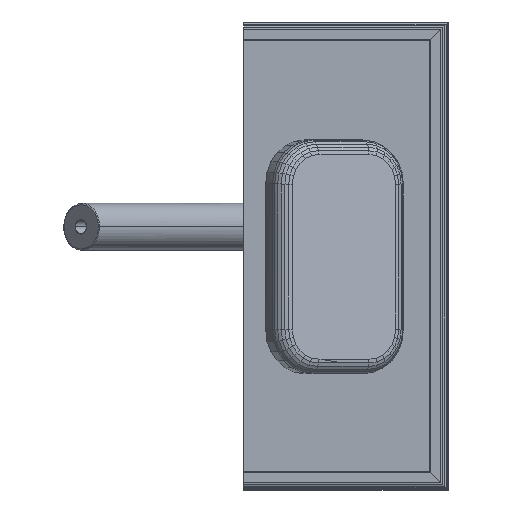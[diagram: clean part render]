
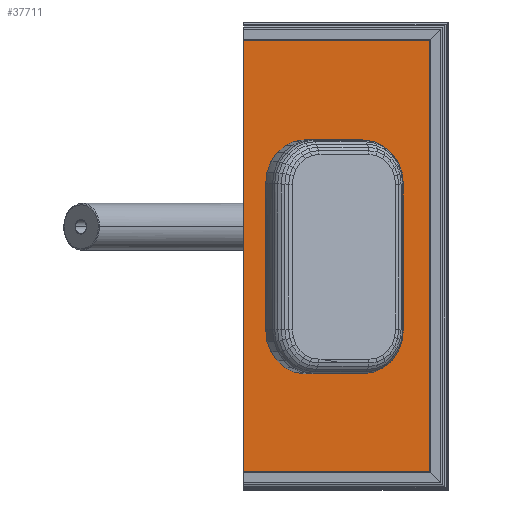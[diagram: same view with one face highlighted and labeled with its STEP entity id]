
A CAD part, top view. The second image highlights one B-rep face of the part: STEP entity #37711.
In plain terms, the highlighted planar face has unit normal (0, 0, 1).
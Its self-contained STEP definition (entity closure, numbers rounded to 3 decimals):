
#364 = B_SPLINE_CURVE_WITH_KNOTS ( 'NONE', 3,
 ( #20793, #20511, #50889, #11591 ),
 .UNSPECIFIED., .F., .F.,
 ( 4, 4 ),
 ( 0., 1. ),
 .UNSPECIFIED. ) ;
#532 = VERTEX_POINT ( 'NONE', #44859 ) ;
#1324 = CARTESIAN_POINT ( 'NONE',  ( 40.724, 81.741, 15.202 ) ) ;
#1670 = CARTESIAN_POINT ( 'NONE',  ( 34.578, 78.241, 15.202 ) ) ;
#2948 = DIRECTION ( 'NONE',  ( 0., -1., 0. ) ) ;
#3490 = CARTESIAN_POINT ( 'NONE',  ( 63.359, 153.7, 15.202 ) ) ;
#5889 = CARTESIAN_POINT ( 'NONE',  ( 20.886, 6.283, 15.202 ) ) ;
#6056 = CARTESIAN_POINT ( 'NONE',  ( 22.284, 81.741, 15.202 ) ) ;
#6767 = VERTEX_POINT ( 'NONE', #13791 ) ;
#7293 = VERTEX_POINT ( 'NONE', #56364 ) ;
#7481 = CARTESIAN_POINT ( 'NONE',  ( 22.284, 81.741, 15.202 ) ) ;
#7510 = B_SPLINE_CURVE_WITH_KNOTS ( 'NONE', 3,
 ( #39869, #23235, #14610, #48494 ),
 .UNSPECIFIED., .F., .F.,
 ( 4, 4 ),
 ( 0., 1. ),
 .UNSPECIFIED. ) ;
#7721 = CARTESIAN_POINT ( 'NONE',  ( 40.724, 78.241, 15.202 ) ) ;
#9228 = B_SPLINE_CURVE_WITH_KNOTS ( 'NONE', 3,
 ( #40702, #36137, #1670, #44450 ),
 .UNSPECIFIED., .F., .F.,
 ( 4, 4 ),
 ( 0., 1. ),
 .UNSPECIFIED. ) ;
#9414 = EDGE_CURVE ( 'NONE', #50864, #532, #51109, .T. ) ;
#11591 = CARTESIAN_POINT ( 'NONE',  ( 63.359, 6.283, 15.202 ) ) ;
#12656 = CARTESIAN_POINT ( 'NONE',  ( 22.284, 78.241, 15.202 ) ) ;
#13791 = CARTESIAN_POINT ( 'NONE',  ( -0.35, 153.7, 15.202 ) ) ;
#14610 = CARTESIAN_POINT ( 'NONE',  ( 42.122, 153.7, 15.202 ) ) ;
#15324 = CARTESIAN_POINT ( 'NONE',  ( 34.654, 79.991, 15.202 ) ) ;
#15383 = ORIENTED_EDGE ( 'NONE', *, *, #9414, .F. ) ;
#15472 = ORIENTED_EDGE ( 'NONE', *, *, #39243, .F. ) ;
#16494 = EDGE_CURVE ( 'NONE', #6767, #41904, #7510, .T. ) ;
#17746 = ORIENTED_EDGE ( 'NONE', *, *, #43931, .F. ) ;
#19642 = FACE_BOUND ( 'NONE', #28056, .T. ) ;
#19734 = ORIENTED_EDGE ( 'NONE', *, *, #16494, .F. ) ;
#20511 = CARTESIAN_POINT ( 'NONE',  ( 63.359, 104.561, 15.202 ) ) ;
#20629 = ORIENTED_EDGE ( 'NONE', *, *, #41403, .F. ) ;
#20726 = CARTESIAN_POINT ( 'NONE',  ( 22.284, 79.408, 15.202 ) ) ;
#20793 = CARTESIAN_POINT ( 'NONE',  ( 63.359, 153.7, 15.202 ) ) ;
#23235 = CARTESIAN_POINT ( 'NONE',  ( 20.886, 153.7, 15.202 ) ) ;
#23654 = FACE_OUTER_BOUND ( 'NONE', #44844, .T. ) ;
#26544 = CARTESIAN_POINT ( 'NONE',  ( -0.35, 104.561, 15.202 ) ) ;
#27190 = CARTESIAN_POINT ( 'NONE',  ( 22.284, 81.741, 15.202 ) ) ;
#27534 = ORIENTED_EDGE ( 'NONE', *, *, #43613, .F. ) ;
#28056 = EDGE_LOOP ( 'NONE', ( #37528, #27534, #17746, #15383 ) ) ;
#29551 = CARTESIAN_POINT ( 'NONE',  ( 40.724, 79.408, 15.202 ) ) ;
#29587 = B_SPLINE_CURVE_WITH_KNOTS ( 'NONE', 3,
 ( #1324, #48981, #35479, #27190 ),
 .UNSPECIFIED., .F., .F.,
 ( 4, 4 ),
 ( 0., 1. ),
 .UNSPECIFIED. ) ;
#30840 = CARTESIAN_POINT ( 'NONE',  ( -0.35, 55.422, 15.202 ) ) ;
#34855 = B_SPLINE_CURVE_WITH_KNOTS ( 'NONE', 3,
 ( #48923, #30840, #26544, #43745 ),
 .UNSPECIFIED., .F., .F.,
 ( 4, 4 ),
 ( 0., 1. ),
 .UNSPECIFIED. ) ;
#34938 = ORIENTED_EDGE ( 'NONE', *, *, #36629, .F. ) ;
#35479 = CARTESIAN_POINT ( 'NONE',  ( 28.431, 81.741, 15.202 ) ) ;
#35676 = EDGE_CURVE ( 'NONE', #37252, #50864, #29587, .T. ) ;
#35765 = CARTESIAN_POINT ( 'NONE',  ( 63.359, 6.283, 15.202 ) ) ;
#36137 = CARTESIAN_POINT ( 'NONE',  ( 28.431, 78.241, 15.202 ) ) ;
#36629 = EDGE_CURVE ( 'NONE', #53566, #6767, #34855, .T. ) ;
#37252 = VERTEX_POINT ( 'NONE', #52141 ) ;
#37528 = ORIENTED_EDGE ( 'NONE', *, *, #35676, .F. ) ;
#37711 = ADVANCED_FACE ( 'NONE', ( #23654, #19642 ), #54628, .F. ) ;
#39243 = EDGE_CURVE ( 'NONE', #41904, #53907, #364, .T. ) ;
#39869 = CARTESIAN_POINT ( 'NONE',  ( -0.35, 153.7, 15.202 ) ) ;
#40702 = CARTESIAN_POINT ( 'NONE',  ( 22.284, 78.241, 15.202 ) ) ;
#41403 = EDGE_CURVE ( 'NONE', #53907, #53566, #53479, .T. ) ;
#41904 = VERTEX_POINT ( 'NONE', #3490 ) ;
#42511 = CARTESIAN_POINT ( 'NONE',  ( 22.284, 80.575, 15.202 ) ) ;
#43613 = EDGE_CURVE ( 'NONE', #7293, #37252, #46357, .T. ) ;
#43745 = CARTESIAN_POINT ( 'NONE',  ( -0.35, 153.7, 15.202 ) ) ;
#43931 = EDGE_CURVE ( 'NONE', #532, #7293, #9228, .T. ) ;
#44450 = CARTESIAN_POINT ( 'NONE',  ( 40.724, 78.241, 15.202 ) ) ;
#44844 = EDGE_LOOP ( 'NONE', ( #20629, #15472, #19734, #34938 ) ) ;
#44859 = CARTESIAN_POINT ( 'NONE',  ( 22.284, 78.241, 15.202 ) ) ;
#45229 = CARTESIAN_POINT ( 'NONE',  ( 42.122, 6.283, 15.202 ) ) ;
#46357 = B_SPLINE_CURVE_WITH_KNOTS ( 'NONE', 3,
 ( #7721, #29551, #54036, #55394 ),
 .UNSPECIFIED., .F., .F.,
 ( 4, 4 ),
 ( 0., 1. ),
 .UNSPECIFIED. ) ;
#47106 = AXIS2_PLACEMENT_3D ( 'NONE', #15324, #50874, #2948 ) ;
#48494 = CARTESIAN_POINT ( 'NONE',  ( 63.359, 153.7, 15.202 ) ) ;
#48923 = CARTESIAN_POINT ( 'NONE',  ( -0.35, 6.283, 15.202 ) ) ;
#48981 = CARTESIAN_POINT ( 'NONE',  ( 34.578, 81.741, 15.202 ) ) ;
#50642 = CARTESIAN_POINT ( 'NONE',  ( -0.35, 6.283, 15.202 ) ) ;
#50864 = VERTEX_POINT ( 'NONE', #6056 ) ;
#50874 = DIRECTION ( 'NONE',  ( 0., 0., -1. ) ) ;
#50889 = CARTESIAN_POINT ( 'NONE',  ( 63.359, 55.422, 15.202 ) ) ;
#51109 = B_SPLINE_CURVE_WITH_KNOTS ( 'NONE', 3,
 ( #7481, #42511, #20726, #12656 ),
 .UNSPECIFIED., .F., .F.,
 ( 4, 4 ),
 ( 0., 1. ),
 .UNSPECIFIED. ) ;
#52141 = CARTESIAN_POINT ( 'NONE',  ( 40.724, 81.741, 15.202 ) ) ;
#53479 = B_SPLINE_CURVE_WITH_KNOTS ( 'NONE', 3,
 ( #35765, #45229, #5889, #50642 ),
 .UNSPECIFIED., .F., .F.,
 ( 4, 4 ),
 ( 0., 1. ),
 .UNSPECIFIED. ) ;
#53566 = VERTEX_POINT ( 'NONE', #53750 ) ;
#53750 = CARTESIAN_POINT ( 'NONE',  ( -0.35, 6.283, 15.202 ) ) ;
#53907 = VERTEX_POINT ( 'NONE', #55600 ) ;
#54036 = CARTESIAN_POINT ( 'NONE',  ( 40.724, 80.575, 15.202 ) ) ;
#54628 = PLANE ( 'NONE',  #47106 ) ;
#55394 = CARTESIAN_POINT ( 'NONE',  ( 40.724, 81.741, 15.202 ) ) ;
#55600 = CARTESIAN_POINT ( 'NONE',  ( 63.359, 6.283, 15.202 ) ) ;
#56364 = CARTESIAN_POINT ( 'NONE',  ( 40.724, 78.241, 15.202 ) ) ;
